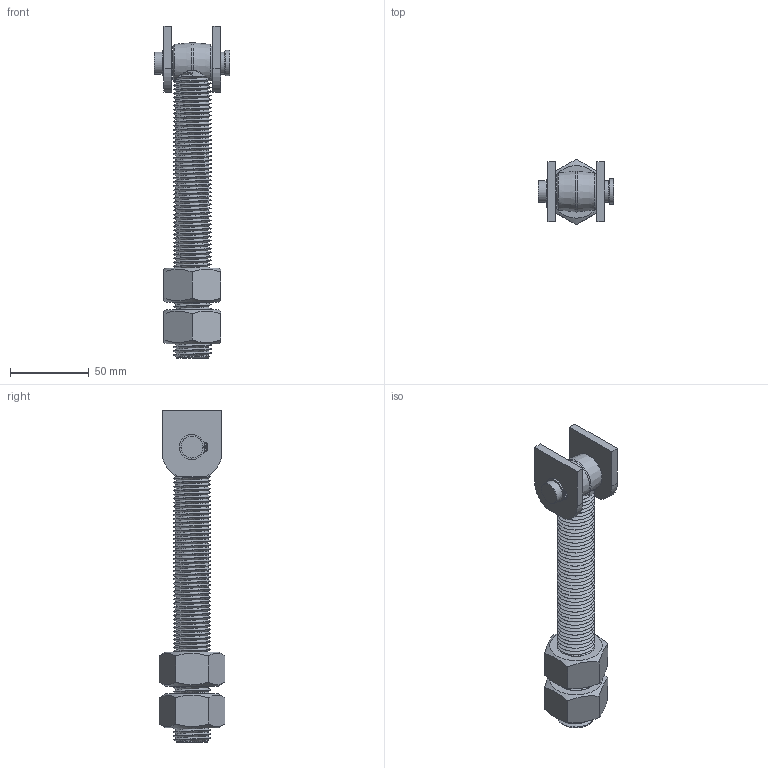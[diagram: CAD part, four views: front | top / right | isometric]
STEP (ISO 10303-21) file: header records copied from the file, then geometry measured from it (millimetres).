
FILE_DESCRIPTION(/* description */ (''),/* implementation_level */ '2;1');
FILE_NAME(/* name */ '25243SOL.stp',/* time_stamp */ '2019-08-05T14:37:12+02:00',/* author */ ('Marc'),/* organization */ (''),/* preprocessor_version */ 'ST-DEVELOPER v17.2',/* originating_system */ 'Autodesk Inventor 2019',/* authorisation */ '');
FILE_SCHEMA (('AUTOMOTIVE_DESIGN { 1 0 10303 214 3 1 1 }'));
Length unit declared in the file: millimetre
Products named in the file (6): 25243SOL; 25243-6; 25165-3; NF E 22-163 - 13x1; 25243-7; 06040
Assembly tree (7 placements, depth 2):
  25243SOL
    06040  x2
    25243-6
    25243-7  x2
    25165-3
    NF E 22-163 - 13x1
Bounding box: 48 x 41.57 x 210.5 mm (x, y, z)
Volume: 127562 mm3; surface area: 48659.2 mm2
Topology: 7 solids, 7 shells, 176 faces, 472 edges, 308 vertices
Faces by surface type: cylinder 100, plane 41, bspline 16, cone 14, torus 5
Full cylindrical faces by diameter (mm): 1.5 x2, 12 x1, 14 x2, 14.1 x1, 14.2 x2, 16 x1, 20.752 x2, 24 x68
Entity records: 14911 total; most frequent: CARTESIAN_POINT 11203, ORIENTED_EDGE 836, DIRECTION 558, EDGE_CURVE 418, VERTEX_POINT 272, AXIS2_PLACEMENT_3D 218, B_SPLINE_CURVE_WITH_KNOTS 217, EDGE_LOOP 168
